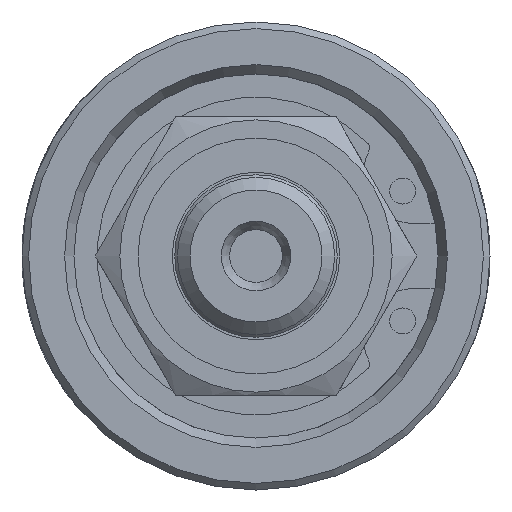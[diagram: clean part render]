
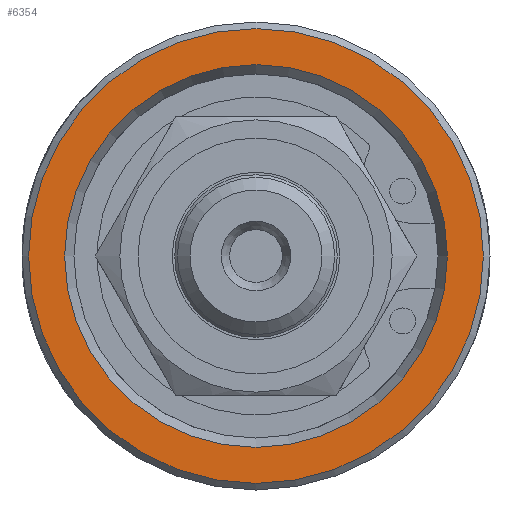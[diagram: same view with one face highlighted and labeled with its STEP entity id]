
A CAD part, left-side view. The second image highlights one B-rep face of the part: STEP entity #6354.
In plain terms, the highlighted planar face has unit normal (-1, 0, 0).
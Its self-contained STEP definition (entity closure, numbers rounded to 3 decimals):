
#71=FACE_BOUND('',#2247,.T.);
#1845=FACE_OUTER_BOUND('',#2246,.T.);
#2246=EDGE_LOOP('',(#5879));
#2247=EDGE_LOOP('',(#5880,#5881));
#2451=CIRCLE('',#6767,13.785);
#2452=CIRCLE('',#6769,11.6);
#2453=CIRCLE('',#6770,11.6);
#3082=VERTEX_POINT('',#59954);
#3083=VERTEX_POINT('',#59958);
#3084=VERTEX_POINT('',#59959);
#4019=EDGE_CURVE('',#3082,#3082,#2451,.T.);
#4020=EDGE_CURVE('',#3083,#3084,#2452,.T.);
#4021=EDGE_CURVE('',#3084,#3083,#2453,.T.);
#5879=ORIENTED_EDGE('',*,*,#4019,.F.);
#5880=ORIENTED_EDGE('',*,*,#4020,.T.);
#5881=ORIENTED_EDGE('',*,*,#4021,.T.);
#6001=PLANE('',#6768);
#6354=ADVANCED_FACE('',(#1845,#71),#6001,.T.);
#6767=AXIS2_PLACEMENT_3D('',#59956,#7890,#7891);
#6768=AXIS2_PLACEMENT_3D('',#59957,#7892,#7893);
#6769=AXIS2_PLACEMENT_3D('',#59960,#7894,#7895);
#6770=AXIS2_PLACEMENT_3D('',#59961,#7896,#7897);
#7890=DIRECTION('center_axis',(1.,0.,0.));
#7891=DIRECTION('ref_axis',(0.,-1.,0.));
#7892=DIRECTION('center_axis',(-1.,0.,0.));
#7893=DIRECTION('ref_axis',(0.,0.,1.));
#7894=DIRECTION('center_axis',(1.,0.,0.));
#7895=DIRECTION('ref_axis',(0.,1.,0.));
#7896=DIRECTION('center_axis',(1.,0.,0.));
#7897=DIRECTION('ref_axis',(0.,1.,0.));
#59954=CARTESIAN_POINT('',(0.,13.785,0.));
#59956=CARTESIAN_POINT('Origin',(0.,0.,0.));
#59957=CARTESIAN_POINT('Origin',(0.,7.093,0.));
#59958=CARTESIAN_POINT('',(0.,11.6,0.));
#59959=CARTESIAN_POINT('',(0.,-11.6,0.));
#59960=CARTESIAN_POINT('Origin',(0.,0.,0.));
#59961=CARTESIAN_POINT('Origin',(0.,0.,0.));
